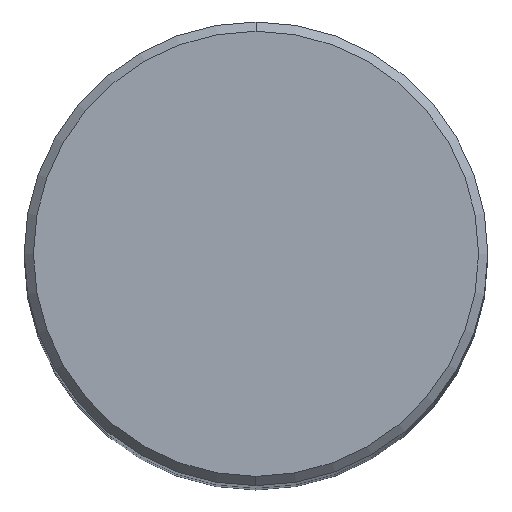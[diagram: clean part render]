
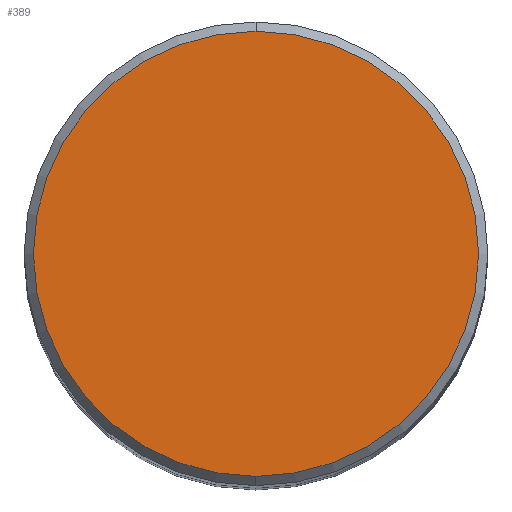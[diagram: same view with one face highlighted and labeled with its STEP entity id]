
A CAD part, top view. The second image highlights one B-rep face of the part: STEP entity #389.
In plain terms, the highlighted planar face has unit normal (0, 0, 1).
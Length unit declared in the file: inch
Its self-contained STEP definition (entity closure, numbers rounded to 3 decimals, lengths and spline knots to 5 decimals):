
#2 = AXIS2_PLACEMENT_3D ( 'NONE', #20, #144, #284 ) ;
#19 = VERTEX_POINT ( 'NONE', #170 ) ;
#20 = CARTESIAN_POINT ( 'NONE',  ( 0., 0., 0. ) ) ;
#93 = CARTESIAN_POINT ( 'NONE',  ( 0., 0.48, 0. ) ) ;
#121 = DIRECTION ( 'NONE',  ( 0., 0., 1. ) ) ;
#144 = DIRECTION ( 'NONE',  ( 0., 0., 1. ) ) ;
#170 = CARTESIAN_POINT ( 'NONE',  ( 0., -0.48, 0. ) ) ;
#180 = DIRECTION ( 'NONE',  ( 0., -1., 0. ) ) ;
#210 = EDGE_LOOP ( 'NONE', ( #357, #387 ) ) ;
#215 = CARTESIAN_POINT ( 'NONE',  ( 0., 0., 0. ) ) ;
#231 = AXIS2_PLACEMENT_3D ( 'NONE', #93, #411, #342 ) ;
#268 = CIRCLE ( 'NONE', #2, 0.48 ) ;
#284 = DIRECTION ( 'NONE',  ( 0., -1., 0. ) ) ;
#305 = AXIS2_PLACEMENT_3D ( 'NONE', #215, #121, #180 ) ;
#312 = CARTESIAN_POINT ( 'NONE',  ( 0., 0.48, 0. ) ) ;
#321 = CIRCLE ( 'NONE', #305, 0.48 ) ;
#335 = EDGE_CURVE ( 'NONE', #19, #367, #321, .T. ) ;
#342 = DIRECTION ( 'NONE',  ( 0., 1., 0. ) ) ;
#357 = ORIENTED_EDGE ( 'NONE', *, *, #369, .T. ) ;
#367 = VERTEX_POINT ( 'NONE', #312 ) ;
#368 = PLANE ( 'NONE',  #231 ) ;
#369 = EDGE_CURVE ( 'NONE', #367, #19, #268, .T. ) ;
#387 = ORIENTED_EDGE ( 'NONE', *, *, #335, .T. ) ;
#389 = ADVANCED_FACE ( 'NONE', ( #417 ), #368, .F. ) ;
#411 = DIRECTION ( 'NONE',  ( 0., 0., -1. ) ) ;
#417 = FACE_OUTER_BOUND ( 'NONE', #210, .T. ) ;
